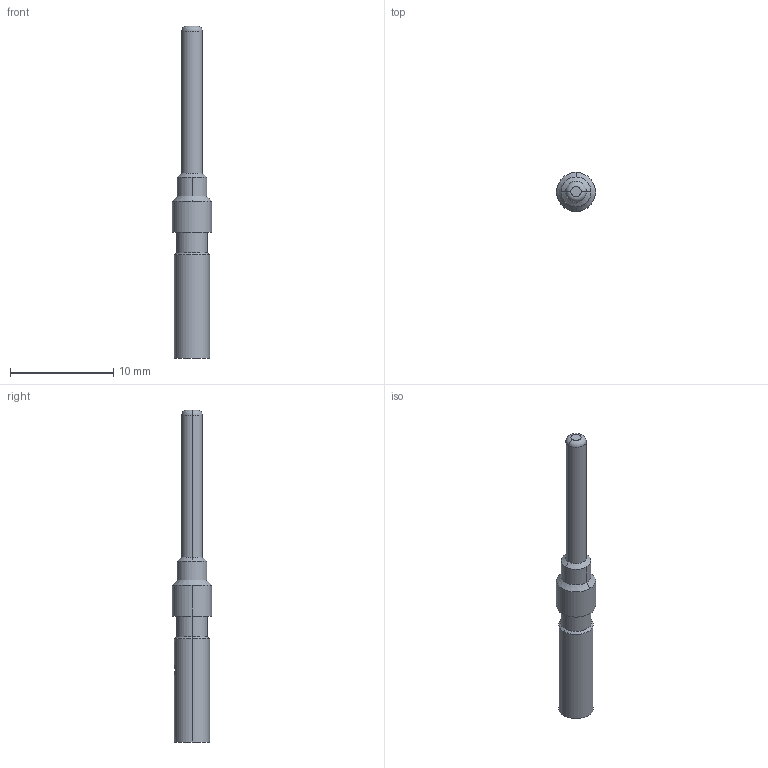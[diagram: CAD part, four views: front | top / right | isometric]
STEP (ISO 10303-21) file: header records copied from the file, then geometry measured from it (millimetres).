
FILE_DESCRIPTION((''),'2;1');
FILE_NAME('3D_1010322101011_M40-AMC30G-25','2017-07-14T',('zm.lin'),(''),'PRO/ENGINEER BY PARAMETRIC TECHNOLOGY CORPORATION, 2012480','PRO/ENGINEER BY PARAMETRIC TECHNOLOGY CORPORATION, 2012480','');
FILE_SCHEMA(('CONFIG_CONTROL_DESIGN'));
Length unit declared in the file: millimetre
Products named in the file (1): 3D_1010322101011_M40-AMC30G-25
Bounding box: 3.8 x 3.8 x 32.2 mm (x, y, z)
Volume: 170.9 mm3; surface area: 352 mm2
Topology: 1 solids, 1 shells, 29 faces, 64 edges, 37 vertices
Faces by surface type: cylinder 14, cone 10, plane 3, torus 2
Entity records: 1052 total; most frequent: CARTESIAN_POINT 178, COLOUR_RGB 177, DIRECTION 150, ORIENTED_EDGE 124, AXIS2_PLACEMENT_3D 63, EDGE_CURVE 62, VERTEX_POINT 37, CIRCLE 34
